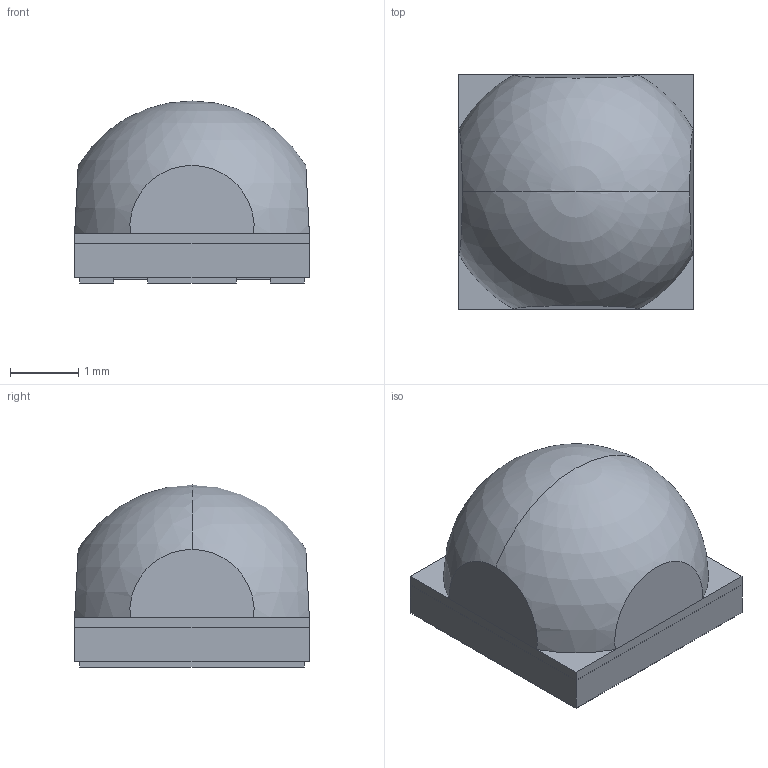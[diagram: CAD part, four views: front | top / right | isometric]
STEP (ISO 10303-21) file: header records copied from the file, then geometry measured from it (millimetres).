
FILE_DESCRIPTION((''),'2;1');
FILE_NAME('2610-00040_ASM','2016-07-21T',('dcronin'),(''),'PRO/ENGINEER BY PARAMETRIC TECHNOLOGY CORPORATION, 2010140','PRO/ENGINEER BY PARAMETRIC TECHNOLOGY CORPORATION, 2010140','');
FILE_SCHEMA(('CONFIG_CONTROL_DESIGN'));
Length unit declared in the file: millimetre
Products named in the file (9): 2500-00341; 2500-00341-BOTTOM-TRACE; 2500-00341-SOLDERMASK-BACK; 2500-00341-SOLDERMASK-BACK-N; 2500-00341-TOP-TRACE; 2500-00341-TOP-SOLDERMASK; 2500-00341_ASM; 1_95_TRUNCATED_DOME; 2610-00040_ASM
Assembly tree (8 placements, depth 3):
  2610-00040_ASM
    2500-00341_ASM
      2500-00341
      2500-00341-BOTTOM-TRACE
      2500-00341-SOLDERMASK-BACK
      2500-00341-SOLDERMASK-BACK-N
      2500-00341-TOP-TRACE
      2500-00341-TOP-SOLDERMASK
    1_95_TRUNCATED_DOME
Bounding box: 3.45 x 3.45 x 2.67 mm (x, y, z)
Volume: 23.9 mm3; surface area: 117.4 mm2
Topology: 10 solids, 10 shells, 135 faces, 340 edges, 223 vertices
Faces by surface type: plane 105, cylinder 24, cone 4, sphere 2
Entity records: 4263 total; most frequent: DIRECTION 722, CARTESIAN_POINT 719, ORIENTED_EDGE 676, EDGE_CURVE 338, VECTOR 270, LINE 270, AXIS2_PLACEMENT_3D 226, VERTEX_POINT 223
